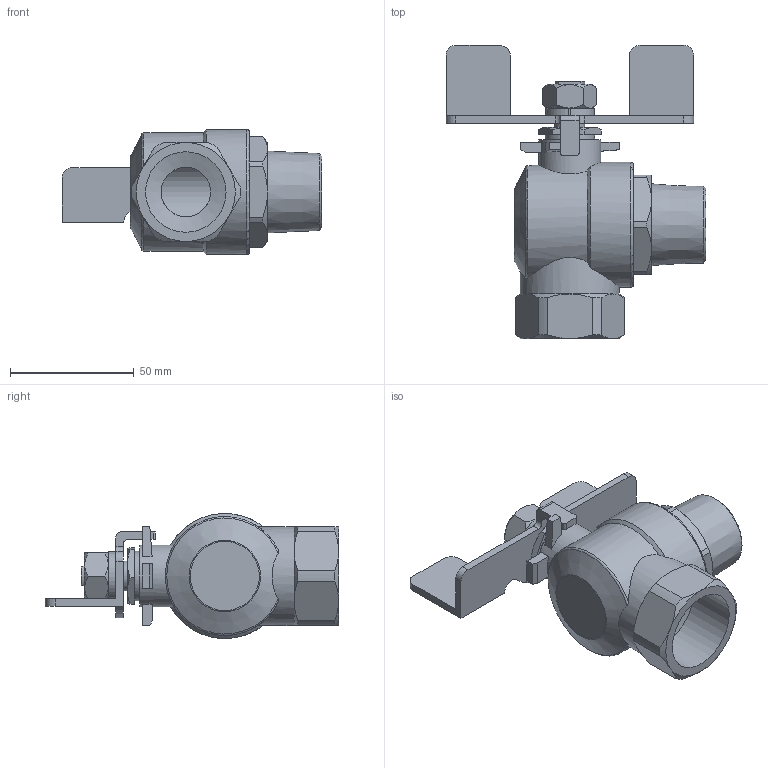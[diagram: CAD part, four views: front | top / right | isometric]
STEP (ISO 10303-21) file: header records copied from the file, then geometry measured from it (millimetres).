
FILE_DESCRIPTION(/* description */ ('Unknown'),/* implementation_level */ '2;1');
FILE_NAME(/* name */ 'R-637-DN25',/* time_stamp */ '2024-03-28T17:12:02+08:00',/* author */ ('Unknown'),/* organization */ ('Unknown'),/* preprocessor_version */ 'ST-DEVELOPER v16.7',/* originating_system */ 'DEX',/* authorisation */ $);
FILE_SCHEMA (('AUTOMOTIVE_DESIGN {1 0 10303 214 3 1 1}'));
Length unit declared in the file: millimetre
Products named in the file (2): R-637-DN25; V-2AL 體內牙+誤牙 
Assembly tree (1 placements, depth 2):
  R-637-DN25
    V-2AL 體內牙+誤牙 
Bounding box: 105 x 118.5 x 50.49 mm (x, y, z)
Volume: 113462.5 mm3; surface area: 37667.7 mm2
Topology: 1 solids, 1 shells, 167 faces, 440 edges, 283 vertices
Faces by surface type: plane 85, cylinder 45, cone 32, torus 5
Full cylindrical faces by diameter (mm): 12 x1, 12.5 x1, 20 x2, 25 x2, 32.5 x1, 40 x1, 50.5 x1
Entity records: 5249 total; most frequent: CARTESIAN_POINT 1214, ORIENTED_EDGE 830, DIRECTION 808, EDGE_CURVE 415, AXIS2_PLACEMENT_3D 301, VERTEX_POINT 275, LINE 206, VECTOR 206
